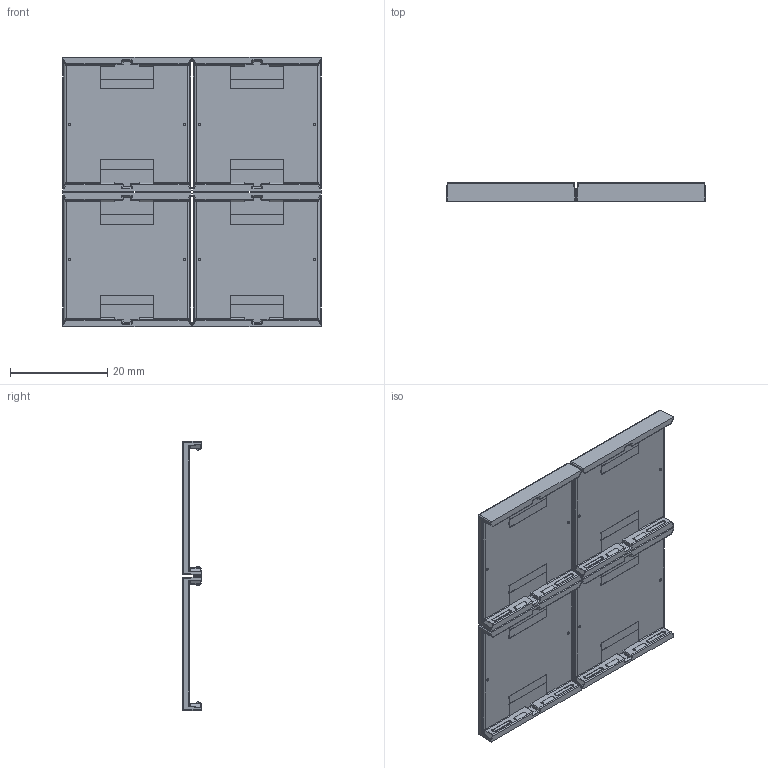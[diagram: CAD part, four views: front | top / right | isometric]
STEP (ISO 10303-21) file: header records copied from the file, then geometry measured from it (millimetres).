
FILE_DESCRIPTION((''),'2;1');
FILE_NAME('CHECK_W2X0442_00_ASM','2025-06-02T09:24:06',('weberr1'),(''),'CREO PARAMETRIC BY PTC INC, 2023154','CREO PARAMETRIC BY PTC INC, 2023154','');
FILE_SCHEMA(('CONFIG_CONTROL_DESIGN','SHAPE_APPEARANCE_LAYERS_GROUPS'));
Length unit declared in the file: millimetre
Products named in the file (3): W1A2076_45; W2X0442_00_ASM; CHECK_W2X0442_00_ASM
Assembly tree (5 placements, depth 3):
  CHECK_W2X0442_00_ASM
    W2X0442_00_ASM
      W1A2076_45  x4
Bounding box: 53.33 x 3.9 x 55.53 mm (x, y, z)
Volume: 5010.8 mm3; surface area: 7449.3 mm2
Topology: 4 solids, 4 shells, 904 faces, 2120 edges, 1248 vertices
Faces by surface type: cylinder 384, plane 232, bspline 208, sphere 48, torus 32
Entity records: 11749 total; most frequent: CARTESIAN_POINT 4978, ORIENTED_EDGE 1060, DIRECTION 938, PRESENTATION_STYLE_ASSIGNMENT 534, STYLED_ITEM 531, CURVE_STYLE 530, EDGE_CURVE 530, AXIS2_PLACEMENT_3D 346
